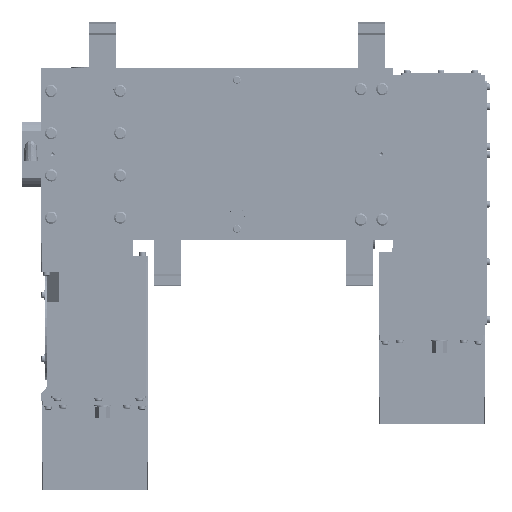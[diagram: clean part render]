
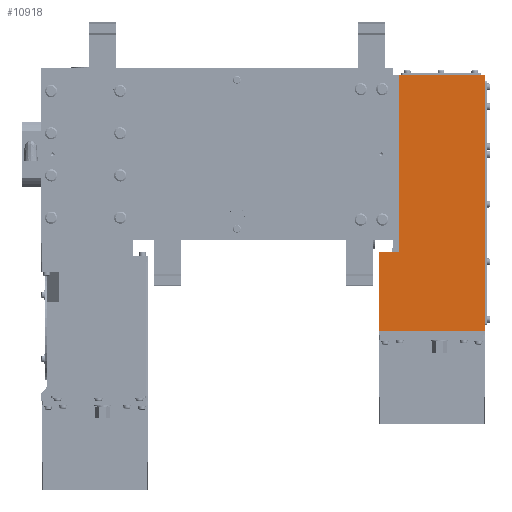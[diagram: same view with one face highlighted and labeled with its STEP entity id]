
A CAD part, front view. The second image highlights one B-rep face of the part: STEP entity #10918.
In plain terms, the highlighted planar face has unit normal (0, -1, 0).
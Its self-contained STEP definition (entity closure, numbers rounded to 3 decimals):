
#10918 = ADVANCED_FACE( '', ( #23785 ), #23786, .F. );
#23785 = FACE_OUTER_BOUND( '', #39171, .T. );
#23786 = PLANE( '', #39172 );
#39171 = EDGE_LOOP( '', ( #70111, #70112, #70113, #70114, #70115, #70116, #70117 ) );
#39172 = AXIS2_PLACEMENT_3D( '', #70118, #70119, #70120 );
#70111 = ORIENTED_EDGE( '', *, *, #85459, .T. );
#70112 = ORIENTED_EDGE( '', *, *, #88771, .T. );
#70113 = ORIENTED_EDGE( '', *, *, #89481, .T. );
#70114 = ORIENTED_EDGE( '', *, *, #82849, .T. );
#70115 = ORIENTED_EDGE( '', *, *, #89482, .T. );
#70116 = ORIENTED_EDGE( '', *, *, #87151, .F. );
#70117 = ORIENTED_EDGE( '', *, *, #89062, .F. );
#70118 = CARTESIAN_POINT( '', ( 323., -24., -230. ) );
#70119 = DIRECTION( '', ( 0., 1., 0. ) );
#70120 = DIRECTION( '', ( 0., 0., 1. ) );
#82849 = EDGE_CURVE( '', #100111, #100113, #100115, .T. );
#85459 = EDGE_CURVE( '', #104024, #104022, #104025, .T. );
#87151 = EDGE_CURVE( '', #106361, #106363, #106364, .T. );
#88771 = EDGE_CURVE( '', #104022, #108432, #108434, .T. );
#89062 = EDGE_CURVE( '', #104024, #106361, #108790, .T. );
#89481 = EDGE_CURVE( '', #108432, #100111, #109277, .T. );
#89482 = EDGE_CURVE( '', #100113, #106363, #109278, .T. );
#100111 = VERTEX_POINT( '', #124104 );
#100113 = VERTEX_POINT( '', #124107 );
#100115 = LINE( '', #124110, #124111 );
#104022 = VERTEX_POINT( '', #129950 );
#104024 = VERTEX_POINT( '', #129953 );
#104025 = LINE( '', #129954, #129955 );
#106361 = VERTEX_POINT( '', #133539 );
#106363 = VERTEX_POINT( '', #133542 );
#106364 = LINE( '', #133543, #133544 );
#108432 = VERTEX_POINT( '', #137055 );
#108434 = LINE( '', #137058, #137059 );
#108790 = LINE( '', #137540, #137541 );
#109277 = LINE( '', #138288, #138289 );
#109278 = LINE( '', #138290, #138291 );
#124104 = CARTESIAN_POINT( '', ( 211., -24., -127. ) );
#124107 = CARTESIAN_POINT( '', ( 202., -24., -127. ) );
#124110 = CARTESIAN_POINT( '', ( 323., -24., -127. ) );
#124111 = VECTOR( '', #146230, 1000. );
#129950 = CARTESIAN_POINT( '', ( 323., -24., 103. ) );
#129953 = CARTESIAN_POINT( '', ( 323., -24., -230. ) );
#129954 = CARTESIAN_POINT( '', ( 323., -24., -230. ) );
#129955 = VECTOR( '', #148830, 1000. );
#133539 = CARTESIAN_POINT( '', ( 185., -24., -230. ) );
#133542 = CARTESIAN_POINT( '', ( 185., -24., -127. ) );
#133543 = CARTESIAN_POINT( '', ( 185., -24., -230. ) );
#133544 = VECTOR( '', #150397, 1000. );
#137055 = CARTESIAN_POINT( '', ( 211., -24., 103. ) );
#137058 = CARTESIAN_POINT( '', ( 323., -24., 103. ) );
#137059 = VECTOR( '', #151760, 1000. );
#137540 = CARTESIAN_POINT( '', ( 323., -24., -230. ) );
#137541 = VECTOR( '', #151981, 1000. );
#138288 = CARTESIAN_POINT( '', ( 211., -24., 103. ) );
#138289 = VECTOR( '', #152274, 1000. );
#138290 = CARTESIAN_POINT( '', ( 323., -24., -127. ) );
#138291 = VECTOR( '', #152275, 1000. );
#146230 = DIRECTION( '', ( -1., 0., 0. ) );
#148830 = DIRECTION( '', ( 0., 0., 1. ) );
#150397 = DIRECTION( '', ( 0., 0., 1. ) );
#151760 = DIRECTION( '', ( -1., 0., 0. ) );
#151981 = DIRECTION( '', ( -1., 0., 0. ) );
#152274 = DIRECTION( '', ( 0., 0., -1. ) );
#152275 = DIRECTION( '', ( -1., 0., 0. ) );
